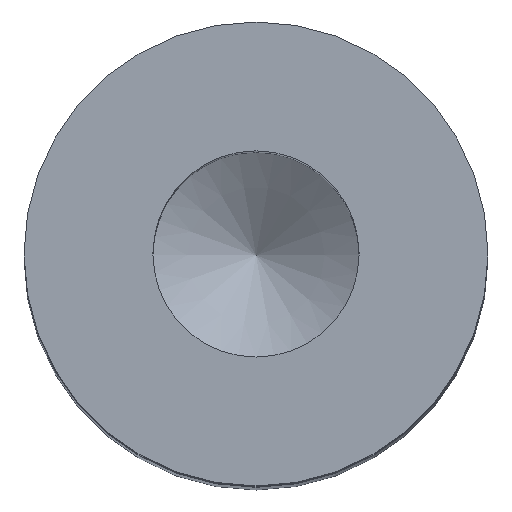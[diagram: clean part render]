
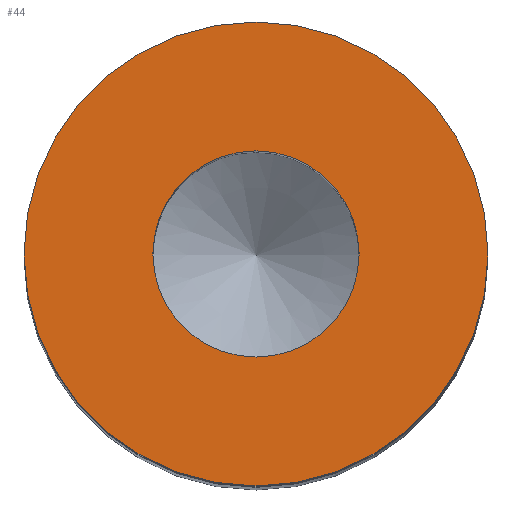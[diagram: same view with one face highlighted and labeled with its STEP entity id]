
A CAD part, top view. The second image highlights one B-rep face of the part: STEP entity #44.
In plain terms, the highlighted planar face has unit normal (0, 0, 1).
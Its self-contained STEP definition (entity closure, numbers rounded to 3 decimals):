
#44=ADVANCED_FACE('',(#58,#59),#55,.T.);
#55=PLANE('',#155);
#58=FACE_BOUND('',#80,.T.);
#59=FACE_BOUND('',#81,.T.);
#80=EDGE_LOOP('',(#100));
#81=EDGE_LOOP('',(#101));
#100=ORIENTED_EDGE('',*,*,#132,.T.);
#101=ORIENTED_EDGE('',*,*,#133,.F.);
#120=VERTEX_POINT('',#220);
#121=VERTEX_POINT('',#222);
#132=EDGE_CURVE('',#120,#120,#142,.T.);
#133=EDGE_CURVE('',#121,#121,#143,.T.);
#142=CIRCLE('',#153,1.);
#143=CIRCLE('',#154,2.25);
#153=AXIS2_PLACEMENT_3D('',#219,#176,#177);
#154=AXIS2_PLACEMENT_3D('',#221,#178,#179);
#155=AXIS2_PLACEMENT_3D('',#223,#180,#181);
#176=DIRECTION('',(0.,0.,-1.));
#177=DIRECTION('',(1.,0.,0.));
#178=DIRECTION('',(0.,0.,-1.));
#179=DIRECTION('',(1.,0.,0.));
#180=DIRECTION('',(0.,0.,1.));
#181=DIRECTION('',(-1.,0.,0.));
#219=CARTESIAN_POINT('',(0.,39.,7.2));
#220=CARTESIAN_POINT('',(1.,39.,7.2));
#221=CARTESIAN_POINT('',(0.,39.,7.2));
#222=CARTESIAN_POINT('',(2.25,39.,7.2));
#223=CARTESIAN_POINT('',(2.25,39.,7.2));
